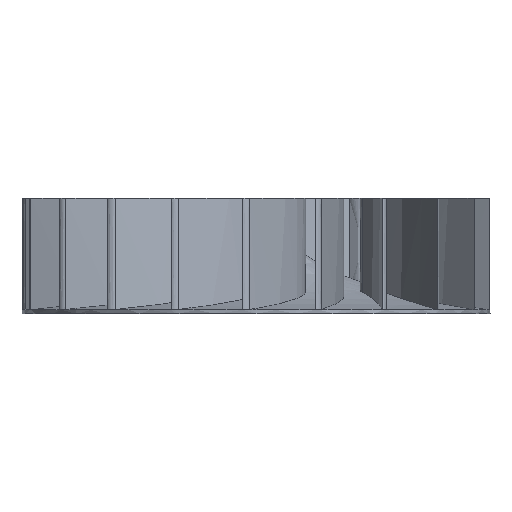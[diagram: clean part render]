
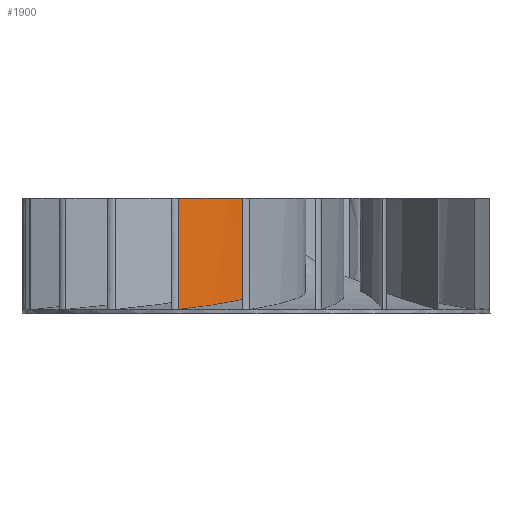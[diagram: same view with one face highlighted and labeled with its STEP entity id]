
A CAD part, left-side view. The second image highlights one B-rep face of the part: STEP entity #1900.
In plain terms, the highlighted free-form (B-spline) face has degree [5, 1] with [15, 2] control points.
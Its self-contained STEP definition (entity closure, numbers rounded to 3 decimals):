
#89=LINE('',#5003,#144);
#144=VECTOR('',#2162,10.);
#224=FACE_OUTER_BOUND('',#338,.T.);
#338=EDGE_LOOP('',(#1475,#1476,#1477,#1478,#1479));
#457=B_SPLINE_CURVE_WITH_KNOTS('',3,(#2661,#2662,#2663,#2664,#2665,#2666,
#2667,#2668),.UNSPECIFIED.,.F.,.F.,(4,2,2,4),(-2.717,-2.711,
-1.704,-0.105),.UNSPECIFIED.);
#470=B_SPLINE_CURVE_WITH_KNOTS('',3,(#2994,#2995,#2996,#2997),
 .UNSPECIFIED.,.F.,.F.,(4,4),(-3.549,-2.717),
 .UNSPECIFIED.);
#580=B_SPLINE_CURVE_WITH_KNOTS('',3,(#4962,#4963,#4964,#4965),
 .UNSPECIFIED.,.F.,.F.,(4,4),(-2.691,0.),
 .UNSPECIFIED.);
#582=B_SPLINE_CURVE_WITH_KNOTS('',3,(#5004,#5005,#5006,#5007,#5008,#5009,
#5010,#5011),.UNSPECIFIED.,.F.,.F.,(4,2,2,4),(0.104,1.807,
2.488,3.189),.UNSPECIFIED.);
#692=VERTEX_POINT('',#2650);
#694=VERTEX_POINT('',#2660);
#707=VERTEX_POINT('',#2989);
#827=VERTEX_POINT('',#4961);
#829=VERTEX_POINT('',#5002);
#896=EDGE_CURVE('',#692,#694,#457,.T.);
#912=EDGE_CURVE('',#707,#692,#470,.T.);
#1072=EDGE_CURVE('',#694,#827,#580,.T.);
#1075=EDGE_CURVE('',#707,#829,#89,.T.);
#1076=EDGE_CURVE('',#827,#829,#582,.T.);
#1475=ORIENTED_EDGE('',*,*,#1072,.F.);
#1476=ORIENTED_EDGE('',*,*,#896,.F.);
#1477=ORIENTED_EDGE('',*,*,#912,.F.);
#1478=ORIENTED_EDGE('',*,*,#1075,.T.);
#1479=ORIENTED_EDGE('',*,*,#1076,.F.);
#1841=(
BOUNDED_SURFACE()
B_SPLINE_SURFACE(5,1,((#4972,#4973),(#4974,#4975),(#4976,#4977),(#4978,
#4979),(#4980,#4981),(#4982,#4983),(#4984,#4985),(#4986,#4987),(#4988,#4989),
(#4990,#4991),(#4992,#4993),(#4994,#4995),(#4996,#4997),(#4998,#4999),(#5000,
#5001)),.UNSPECIFIED.,.F.,.F.,.F.)
B_SPLINE_SURFACE_WITH_KNOTS((6,1,1,1,1,1,1,1,1,1,6),(2,2),(-1.,-0.9,-0.8,
-0.7,-0.6,-0.5,-0.4,-0.3,-0.2,-0.1,0.),(0.,3.08),.UNSPECIFIED.)
GEOMETRIC_REPRESENTATION_ITEM()
RATIONAL_B_SPLINE_SURFACE(((1.,1.),(1.,1.),(1.,1.),(1.,1.),(1.,1.),(1.,
1.),(1.,1.),(1.,1.),(1.,1.),(1.,1.),(1.,1.),(1.,1.),(1.,1.),(1.,1.),(1.,
1.)))
REPRESENTATION_ITEM('')
SURFACE()
);
#1900=ADVANCED_FACE('',(#224),#1841,.T.);
#2162=DIRECTION('',(0.,0.,1.));
#2650=CARTESIAN_POINT('',(-36.044,0.,8.349));
#2660=CARTESIAN_POINT('',(-52.427,18.642,5.094));
#2661=CARTESIAN_POINT('Ctrl Pts',(-36.044,0.,8.349));
#2662=CARTESIAN_POINT('Ctrl Pts',(-36.055,0.008,
8.346));
#2663=CARTESIAN_POINT('Ctrl Pts',(-36.066,0.015,
8.344));
#2664=CARTESIAN_POINT('Ctrl Pts',(-37.9,1.299,7.916));
#2665=CARTESIAN_POINT('Ctrl Pts',(-39.868,3.033,7.483));
#2666=CARTESIAN_POINT('Ctrl Pts',(-45.711,9.321,6.266));
#2667=CARTESIAN_POINT('Ctrl Pts',(-49.348,14.2,5.584));
#2668=CARTESIAN_POINT('Ctrl Pts',(-52.427,18.642,5.094));
#2989=CARTESIAN_POINT('',(-29.863,-2.864,9.934));
#2994=CARTESIAN_POINT('Ctrl Pts',(-29.863,-2.864,9.934));
#2995=CARTESIAN_POINT('Ctrl Pts',(-32.348,-2.329,9.221));
#2996=CARTESIAN_POINT('Ctrl Pts',(-34.529,-1.057,8.702));
#2997=CARTESIAN_POINT('Ctrl Pts',(-36.044,0.,8.349));
#4961=CARTESIAN_POINT('',(-52.427,18.642,32.));
#4962=CARTESIAN_POINT('Ctrl Pts',(-52.427,18.642,5.094));
#4963=CARTESIAN_POINT('Ctrl Pts',(-52.427,18.642,14.063));
#4964=CARTESIAN_POINT('Ctrl Pts',(-52.427,18.642,23.031));
#4965=CARTESIAN_POINT('Ctrl Pts',(-52.427,18.642,32.));
#4972=CARTESIAN_POINT('Ctrl Pts',(-53.025,19.509,4.));
#4973=CARTESIAN_POINT('Ctrl Pts',(-53.025,19.509,34.8));
#4974=CARTESIAN_POINT('Ctrl Pts',(-52.501,18.744,4.));
#4975=CARTESIAN_POINT('Ctrl Pts',(-52.501,18.744,34.8));
#4976=CARTESIAN_POINT('Ctrl Pts',(-51.457,17.24,4.));
#4977=CARTESIAN_POINT('Ctrl Pts',(-51.457,17.24,34.8));
#4978=CARTESIAN_POINT('Ctrl Pts',(-49.906,15.059,4.));
#4979=CARTESIAN_POINT('Ctrl Pts',(-49.906,15.059,34.8));
#4980=CARTESIAN_POINT('Ctrl Pts',(-47.867,12.305,4.));
#4981=CARTESIAN_POINT('Ctrl Pts',(-47.867,12.305,34.8));
#4982=CARTESIAN_POINT('Ctrl Pts',(-45.372,9.14,4.));
#4983=CARTESIAN_POINT('Ctrl Pts',(-45.372,9.14,34.8));
#4984=CARTESIAN_POINT('Ctrl Pts',(-42.937,6.283,4.));
#4985=CARTESIAN_POINT('Ctrl Pts',(-42.937,6.283,34.8));
#4986=CARTESIAN_POINT('Ctrl Pts',(-40.568,3.772,4.));
#4987=CARTESIAN_POINT('Ctrl Pts',(-40.568,3.772,34.8));
#4988=CARTESIAN_POINT('Ctrl Pts',(-38.273,1.644,4.));
#4989=CARTESIAN_POINT('Ctrl Pts',(-38.273,1.644,34.8));
#4990=CARTESIAN_POINT('Ctrl Pts',(-36.056,-0.078,
4.));
#4991=CARTESIAN_POINT('Ctrl Pts',(-36.056,-0.078,
34.8));
#4992=CARTESIAN_POINT('Ctrl Pts',(-33.915,-1.403,4.));
#4993=CARTESIAN_POINT('Ctrl Pts',(-33.915,-1.403,34.8));
#4994=CARTESIAN_POINT('Ctrl Pts',(-32.26,-2.164,4.));
#4995=CARTESIAN_POINT('Ctrl Pts',(-32.26,-2.164,34.8));
#4996=CARTESIAN_POINT('Ctrl Pts',(-31.05,-2.575,4.));
#4997=CARTESIAN_POINT('Ctrl Pts',(-31.05,-2.575,34.8));
#4998=CARTESIAN_POINT('Ctrl Pts',(-30.256,-2.779,4.));
#4999=CARTESIAN_POINT('Ctrl Pts',(-30.256,-2.779,34.8));
#5000=CARTESIAN_POINT('Ctrl Pts',(-29.863,-2.864,4.));
#5001=CARTESIAN_POINT('Ctrl Pts',(-29.863,-2.864,34.8));
#5002=CARTESIAN_POINT('',(-29.863,-2.864,32.));
#5003=CARTESIAN_POINT('',(-29.863,-2.864,4.));
#5004=CARTESIAN_POINT('Ctrl Pts',(-52.427,18.642,32.));
#5005=CARTESIAN_POINT('Ctrl Pts',(-49.094,13.832,32.));
#5006=CARTESIAN_POINT('Ctrl Pts',(-44.796,8.051,32.));
#5007=CARTESIAN_POINT('Ctrl Pts',(-38.904,2.196,32.));
#5008=CARTESIAN_POINT('Ctrl Pts',(-37.023,0.568,32.));
#5009=CARTESIAN_POINT('Ctrl Pts',(-32.904,-1.991,32.));
#5010=CARTESIAN_POINT('Ctrl Pts',(-31.186,-2.579,32.));
#5011=CARTESIAN_POINT('Ctrl Pts',(-29.863,-2.864,32.));
